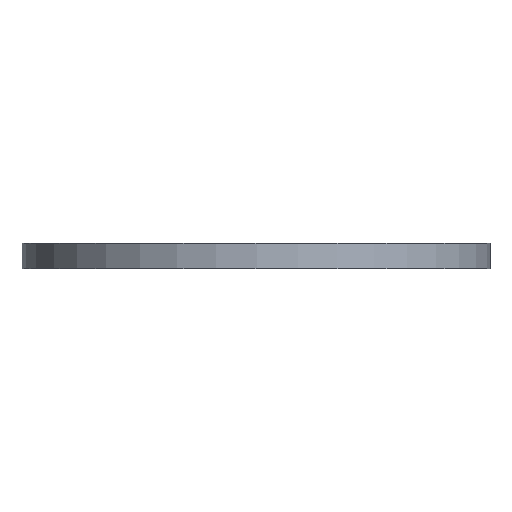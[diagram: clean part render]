
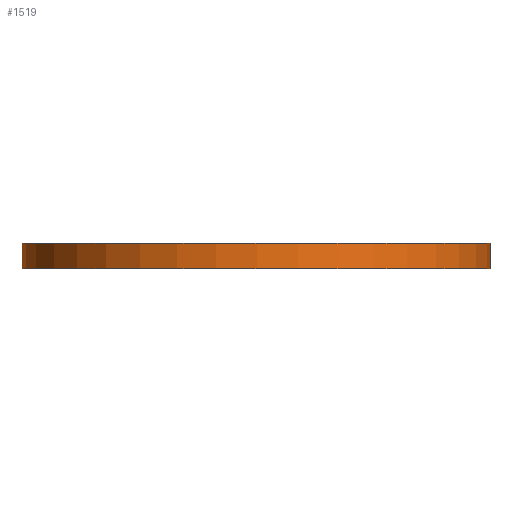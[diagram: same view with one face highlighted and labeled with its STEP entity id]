
A CAD part, left-side view. The second image highlights one B-rep face of the part: STEP entity #1519.
In plain terms, the highlighted cylindrical face has radius 14.478 mm (diameter 28.956 mm), a partial arc.
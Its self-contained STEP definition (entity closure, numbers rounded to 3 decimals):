
#84 = PLANE('',#85);
#85 = AXIS2_PLACEMENT_3D('',#86,#87,#88);
#86 = CARTESIAN_POINT('',(149.895,-104.999,1.6));
#87 = DIRECTION('',(-0.,-0.,-1.));
#88 = DIRECTION('',(-1.,0.,0.));
#143 = PLANE('',#144);
#144 = AXIS2_PLACEMENT_3D('',#145,#146,#147);
#145 = CARTESIAN_POINT('',(149.895,-104.999,0.));
#146 = DIRECTION('',(-0.,-0.,-1.));
#147 = DIRECTION('',(-1.,0.,0.));
#464 = VERTEX_POINT('',#465);
#465 = CARTESIAN_POINT('',(150.217,-119.488,0.));
#484 = CYLINDRICAL_SURFACE('',#485,13.717);
#485 = AXIS2_PLACEMENT_3D('',#486,#487,#488);
#486 = CARTESIAN_POINT('',(150.545,-105.775,0.));
#487 = DIRECTION('',(-0.,-0.,-1.));
#488 = DIRECTION('',(1.,0.,-0.));
#496 = EDGE_CURVE('',#497,#464,#499,.T.);
#497 = VERTEX_POINT('',#498);
#498 = CARTESIAN_POINT('',(150.09,-90.532,0.));
#499 = SURFACE_CURVE('',#500,(#505,#516),.PCURVE_S1.);
#500 = CIRCLE('',#501,14.478);
#501 = AXIS2_PLACEMENT_3D('',#502,#503,#504);
#502 = CARTESIAN_POINT('',(150.153,-105.01,0.));
#503 = DIRECTION('',(0.,0.,1.));
#504 = DIRECTION('',(1.,0.,-0.));
#505 = PCURVE('',#143,#506);
#506 = DEFINITIONAL_REPRESENTATION('',(#507),#515);
#507 = ( BOUNDED_CURVE() B_SPLINE_CURVE(2,(#508,#509,#510,#511,#512,#513
,#514),.UNSPECIFIED.,.T.,.F.) B_SPLINE_CURVE_WITH_KNOTS((1,2,2,2,2,1),(
    -2.094,0.,2.094,4.189,6.283,
8.378),.UNSPECIFIED.) CURVE() GEOMETRIC_REPRESENTATION_ITEM() 
RATIONAL_B_SPLINE_CURVE((1.,0.5,1.,0.5,1.,0.5,1.)) REPRESENTATION_ITEM(
  '') );
#508 = CARTESIAN_POINT('',(-14.737,-0.011));
#509 = CARTESIAN_POINT('',(-14.737,25.066));
#510 = CARTESIAN_POINT('',(6.981,12.528));
#511 = CARTESIAN_POINT('',(28.698,-0.011));
#512 = CARTESIAN_POINT('',(6.981,-12.549));
#513 = CARTESIAN_POINT('',(-14.737,-25.088));
#514 = CARTESIAN_POINT('',(-14.737,-0.011));
#515 = ( GEOMETRIC_REPRESENTATION_CONTEXT(2) 
PARAMETRIC_REPRESENTATION_CONTEXT() REPRESENTATION_CONTEXT('2D SPACE',''
  ) );
#516 = PCURVE('',#517,#522);
#517 = CYLINDRICAL_SURFACE('',#518,14.478);
#518 = AXIS2_PLACEMENT_3D('',#519,#520,#521);
#519 = CARTESIAN_POINT('',(150.153,-105.01,0.));
#520 = DIRECTION('',(-0.,-0.,-1.));
#521 = DIRECTION('',(1.,0.,-0.));
#522 = DEFINITIONAL_REPRESENTATION('',(#523),#527);
#523 = LINE('',#524,#525);
#524 = CARTESIAN_POINT('',(-0.,0.));
#525 = VECTOR('',#526,1.);
#526 = DIRECTION('',(-1.,0.));
#527 = ( GEOMETRIC_REPRESENTATION_CONTEXT(2) 
PARAMETRIC_REPRESENTATION_CONTEXT() REPRESENTATION_CONTEXT('2D SPACE',''
  ) );
#550 = CYLINDRICAL_SURFACE('',#551,13.144);
#551 = AXIS2_PLACEMENT_3D('',#552,#553,#554);
#552 = CARTESIAN_POINT('',(150.749,-103.659,0.));
#553 = DIRECTION('',(-0.,-0.,-1.));
#554 = DIRECTION('',(1.,0.,-0.));
#941 = VERTEX_POINT('',#942);
#942 = CARTESIAN_POINT('',(150.217,-119.488,1.6));
#968 = EDGE_CURVE('',#969,#941,#971,.T.);
#969 = VERTEX_POINT('',#970);
#970 = CARTESIAN_POINT('',(150.09,-90.532,1.6));
#971 = SURFACE_CURVE('',#972,(#977,#988),.PCURVE_S1.);
#972 = CIRCLE('',#973,14.478);
#973 = AXIS2_PLACEMENT_3D('',#974,#975,#976);
#974 = CARTESIAN_POINT('',(150.153,-105.01,1.6));
#975 = DIRECTION('',(0.,0.,1.));
#976 = DIRECTION('',(1.,0.,-0.));
#977 = PCURVE('',#84,#978);
#978 = DEFINITIONAL_REPRESENTATION('',(#979),#987);
#979 = ( BOUNDED_CURVE() B_SPLINE_CURVE(2,(#980,#981,#982,#983,#984,#985
,#986),.UNSPECIFIED.,.T.,.F.) B_SPLINE_CURVE_WITH_KNOTS((1,2,2,2,2,1),(
    -2.094,0.,2.094,4.189,6.283,
8.378),.UNSPECIFIED.) CURVE() GEOMETRIC_REPRESENTATION_ITEM() 
RATIONAL_B_SPLINE_CURVE((1.,0.5,1.,0.5,1.,0.5,1.)) REPRESENTATION_ITEM(
  '') );
#980 = CARTESIAN_POINT('',(-14.737,-0.011));
#981 = CARTESIAN_POINT('',(-14.737,25.066));
#982 = CARTESIAN_POINT('',(6.981,12.528));
#983 = CARTESIAN_POINT('',(28.698,-0.011));
#984 = CARTESIAN_POINT('',(6.981,-12.549));
#985 = CARTESIAN_POINT('',(-14.737,-25.088));
#986 = CARTESIAN_POINT('',(-14.737,-0.011));
#987 = ( GEOMETRIC_REPRESENTATION_CONTEXT(2) 
PARAMETRIC_REPRESENTATION_CONTEXT() REPRESENTATION_CONTEXT('2D SPACE',''
  ) );
#988 = PCURVE('',#517,#989);
#989 = DEFINITIONAL_REPRESENTATION('',(#990),#994);
#990 = LINE('',#991,#992);
#991 = CARTESIAN_POINT('',(-0.,-1.6));
#992 = VECTOR('',#993,1.);
#993 = DIRECTION('',(-1.,0.));
#994 = ( GEOMETRIC_REPRESENTATION_CONTEXT(2) 
PARAMETRIC_REPRESENTATION_CONTEXT() REPRESENTATION_CONTEXT('2D SPACE',''
  ) );
#1471 = EDGE_CURVE('',#497,#969,#1472,.T.);
#1472 = SURFACE_CURVE('',#1473,(#1477,#1484),.PCURVE_S1.);
#1473 = LINE('',#1474,#1475);
#1474 = CARTESIAN_POINT('',(150.09,-90.532,0.));
#1475 = VECTOR('',#1476,1.);
#1476 = DIRECTION('',(0.,0.,1.));
#1477 = PCURVE('',#550,#1478);
#1478 = DEFINITIONAL_REPRESENTATION('',(#1479),#1483);
#1479 = LINE('',#1480,#1481);
#1480 = CARTESIAN_POINT('',(-1.621,0.));
#1481 = VECTOR('',#1482,1.);
#1482 = DIRECTION('',(-0.,-1.));
#1483 = ( GEOMETRIC_REPRESENTATION_CONTEXT(2) 
PARAMETRIC_REPRESENTATION_CONTEXT() REPRESENTATION_CONTEXT('2D SPACE',''
  ) );
#1484 = PCURVE('',#517,#1485);
#1485 = DEFINITIONAL_REPRESENTATION('',(#1486),#1490);
#1486 = LINE('',#1487,#1488);
#1487 = CARTESIAN_POINT('',(-1.575,0.));
#1488 = VECTOR('',#1489,1.);
#1489 = DIRECTION('',(-0.,-1.));
#1490 = ( GEOMETRIC_REPRESENTATION_CONTEXT(2) 
PARAMETRIC_REPRESENTATION_CONTEXT() REPRESENTATION_CONTEXT('2D SPACE',''
  ) );
#1496 = EDGE_CURVE('',#464,#941,#1497,.T.);
#1497 = SURFACE_CURVE('',#1498,(#1502,#1509),.PCURVE_S1.);
#1498 = LINE('',#1499,#1500);
#1499 = CARTESIAN_POINT('',(150.217,-119.488,0.));
#1500 = VECTOR('',#1501,1.);
#1501 = DIRECTION('',(0.,0.,1.));
#1502 = PCURVE('',#484,#1503);
#1503 = DEFINITIONAL_REPRESENTATION('',(#1504),#1508);
#1504 = LINE('',#1505,#1506);
#1505 = CARTESIAN_POINT('',(-4.688,0.));
#1506 = VECTOR('',#1507,1.);
#1507 = DIRECTION('',(-0.,-1.));
#1508 = ( GEOMETRIC_REPRESENTATION_CONTEXT(2) 
PARAMETRIC_REPRESENTATION_CONTEXT() REPRESENTATION_CONTEXT('2D SPACE',''
  ) );
#1509 = PCURVE('',#517,#1510);
#1510 = DEFINITIONAL_REPRESENTATION('',(#1511),#1515);
#1511 = LINE('',#1512,#1513);
#1512 = CARTESIAN_POINT('',(-4.717,0.));
#1513 = VECTOR('',#1514,1.);
#1514 = DIRECTION('',(-0.,-1.));
#1515 = ( GEOMETRIC_REPRESENTATION_CONTEXT(2) 
PARAMETRIC_REPRESENTATION_CONTEXT() REPRESENTATION_CONTEXT('2D SPACE',''
  ) );
#1519 = ADVANCED_FACE('',(#1520),#517,.T.);
#1520 = FACE_BOUND('',#1521,.F.);
#1521 = EDGE_LOOP('',(#1522,#1523,#1524,#1525));
#1522 = ORIENTED_EDGE('',*,*,#1471,.T.);
#1523 = ORIENTED_EDGE('',*,*,#968,.T.);
#1524 = ORIENTED_EDGE('',*,*,#1496,.F.);
#1525 = ORIENTED_EDGE('',*,*,#496,.F.);
